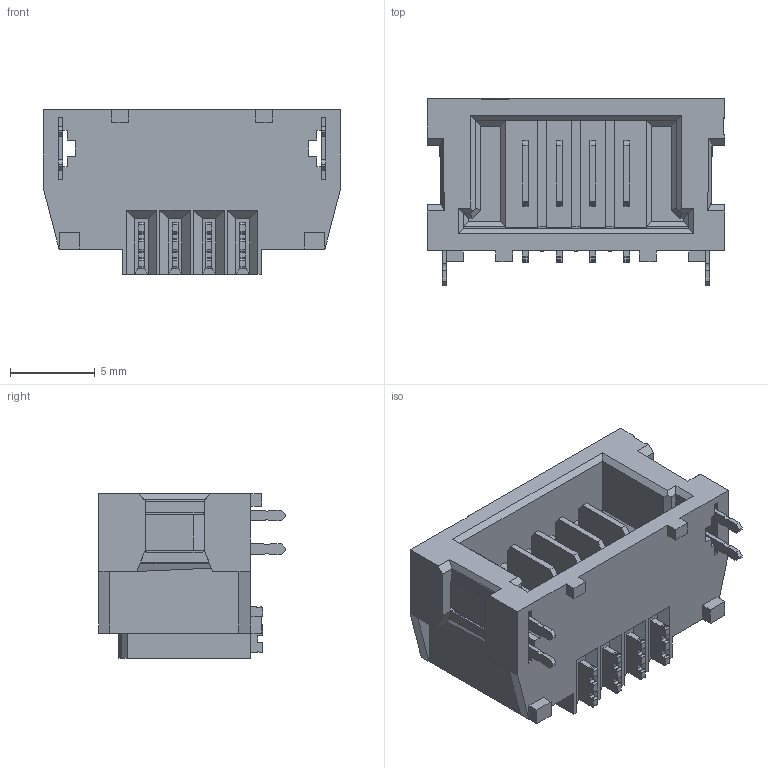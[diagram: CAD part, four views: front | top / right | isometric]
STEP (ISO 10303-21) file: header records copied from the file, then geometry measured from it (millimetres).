
FILE_DESCRIPTION (( 'STEP AP214' ), '1' );
FILE_NAME ('UMPT-04-01-L-RA-WT-M-TR.STEP', '2022-01-07T03:07:28', ( '' ), ( '' ), 'SwSTEP 2.0', 'SolidWorks 2017', '' );
FILE_SCHEMA (( 'AUTOMOTIVE_DESIGN' ));
Length unit declared in the file: millimetre
Products named in the file (1): UMPT-04-01-L-RA-WT-M-TR
Bounding box: 17.6 x 11.05 x 9.75 mm (x, y, z)
Volume: 1007.7 mm3; surface area: 1384.9 mm2
Topology: 11 solids, 11 shells, 542 faces, 1511 edges, 988 vertices
Faces by surface type: plane 410, cylinder 132
Entity records: 17587 total; most frequent: CARTESIAN_POINT 3114, ORIENTED_EDGE 3022, DIRECTION 2817, EDGE_CURVE 1511, VECTOR 1243, LINE 1243, VERTEX_POINT 988, AXIS2_PLACEMENT_3D 787
